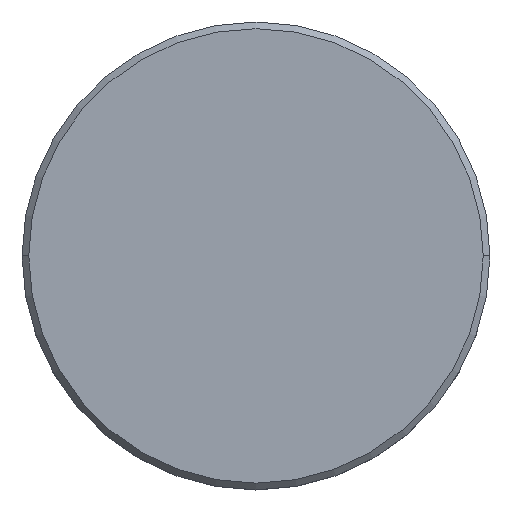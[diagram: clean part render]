
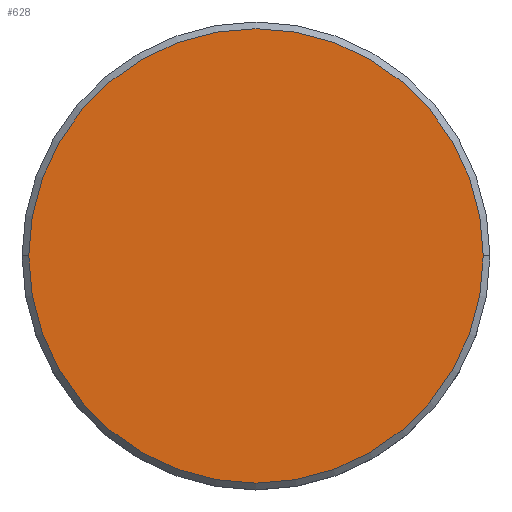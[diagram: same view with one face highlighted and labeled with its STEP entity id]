
A CAD part, top view. The second image highlights one B-rep face of the part: STEP entity #628.
In plain terms, the highlighted planar face has unit normal (0, 0, 1).
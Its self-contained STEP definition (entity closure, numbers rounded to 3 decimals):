
#51 = EDGE_LOOP ( 'NONE', ( #173, #648 ) ) ;
#99 = DIRECTION ( 'NONE',  ( 1., 0., 0. ) ) ;
#173 = ORIENTED_EDGE ( 'NONE', *, *, #1128, .T. ) ;
#197 = DIRECTION ( 'NONE',  ( 0., 0., 1. ) ) ;
#230 = EDGE_CURVE ( 'NONE', #362, #412, #790, .T. ) ;
#320 = CARTESIAN_POINT ( 'NONE',  ( 17., 0., 0. ) ) ;
#362 = VERTEX_POINT ( 'NONE', #320 ) ;
#379 = DIRECTION ( 'NONE',  ( 0., 0., 1. ) ) ;
#408 = CIRCLE ( 'NONE', #964, 17. ) ;
#412 = VERTEX_POINT ( 'NONE', #1163 ) ;
#463 = CARTESIAN_POINT ( 'NONE',  ( 0., 0., 0. ) ) ;
#471 = DIRECTION ( 'NONE',  ( 1., 0., 0. ) ) ;
#628 = ADVANCED_FACE ( 'NONE', ( #855 ), #666, .T. ) ;
#648 = ORIENTED_EDGE ( 'NONE', *, *, #230, .T. ) ;
#666 = PLANE ( 'NONE',  #814 ) ;
#761 = CARTESIAN_POINT ( 'NONE',  ( 0., 0., 0. ) ) ;
#765 = CARTESIAN_POINT ( 'NONE',  ( 0., 0., 0. ) ) ;
#790 = CIRCLE ( 'NONE', #828, 17. ) ;
#814 = AXIS2_PLACEMENT_3D ( 'NONE', #463, #379, #99 ) ;
#828 = AXIS2_PLACEMENT_3D ( 'NONE', #765, #197, #858 ) ;
#855 = FACE_OUTER_BOUND ( 'NONE', #51, .T. ) ;
#858 = DIRECTION ( 'NONE',  ( 1., 0., 0. ) ) ;
#957 = DIRECTION ( 'NONE',  ( 0., 0., 1. ) ) ;
#964 = AXIS2_PLACEMENT_3D ( 'NONE', #761, #957, #471 ) ;
#1128 = EDGE_CURVE ( 'NONE', #412, #362, #408, .T. ) ;
#1163 = CARTESIAN_POINT ( 'NONE',  ( -17., 0., 0. ) ) ;
